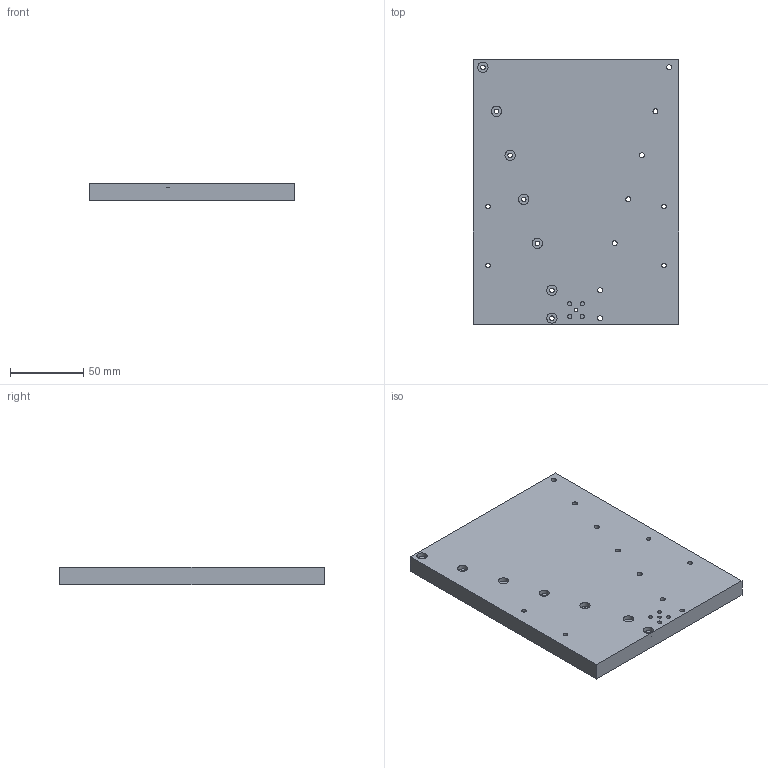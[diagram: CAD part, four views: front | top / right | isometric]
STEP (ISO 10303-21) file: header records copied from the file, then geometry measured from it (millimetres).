
FILE_DESCRIPTION(('FreeCAD Model'),'2;1');
FILE_NAME('Open CASCADE Shape Model','2024-03-14T14:31:43',('Author'),( ''),'Open CASCADE STEP processor 7.6','FreeCAD','Unknown');
FILE_SCHEMA(('AUTOMOTIVE_DESIGN { 1 0 10303 214 1 1 1 1 }'));
Length unit declared in the file: millimetre
Products named in the file (1): Body
Bounding box: 140 x 180 x 12 mm (x, y, z)
Volume: 206880.2 mm3; surface area: 61965 mm2
Topology: 1 solids, 1 shells, 54 faces, 121 edges, 80 vertices
Faces by surface type: cylinder 30, plane 21, bspline 3
Full cylindrical faces by diameter (mm): 2.4 x1, 2.9 x4, 3.07 x11, 3.4 x7, 7 x7
Entity records: 1621 total; most frequent: DIRECTION 279, CARTESIAN_POINT 271, ORIENTED_EDGE 242, EDGE_CURVE 121, AXIS2_PLACEMENT_3D 112, FACE_BOUND 103, EDGE_LOOP 103, VERTEX_POINT 80
